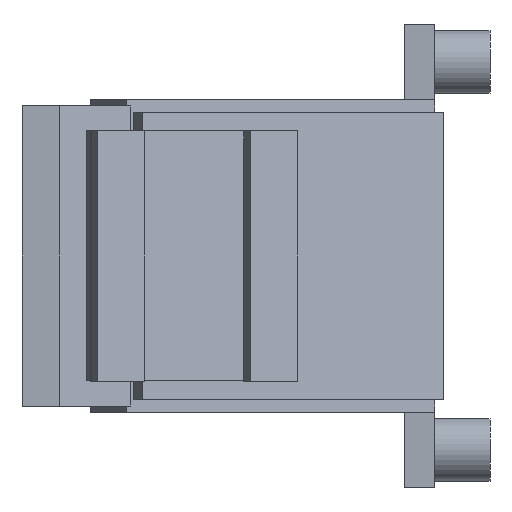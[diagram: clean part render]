
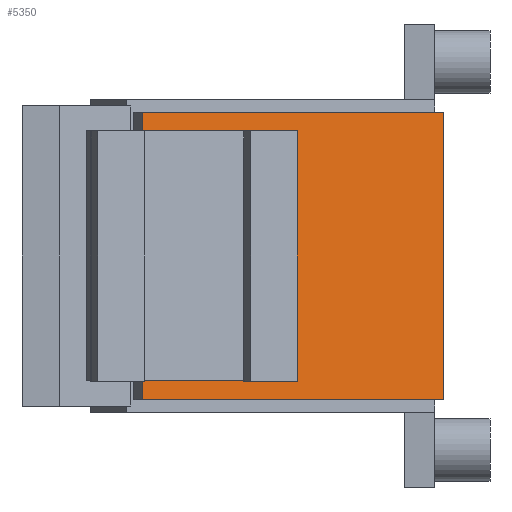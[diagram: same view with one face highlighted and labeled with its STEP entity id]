
A CAD part, left-side view. The second image highlights one B-rep face of the part: STEP entity #5350.
In plain terms, the highlighted planar face has unit normal (-0.94, -0.342, 0).
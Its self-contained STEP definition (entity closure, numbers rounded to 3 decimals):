
#129 = ORIENTED_EDGE ( 'NONE', *, *, #5545, .T. ) ;
#146 = ORIENTED_EDGE ( 'NONE', *, *, #4835, .T. ) ;
#149 = ORIENTED_EDGE ( 'NONE', *, *, #5503, .T. ) ;
#186 = ORIENTED_EDGE ( 'NONE', *, *, #5628, .T. ) ;
#191 = ORIENTED_EDGE ( 'NONE', *, *, #5506, .T. ) ;
#358 = ORIENTED_EDGE ( 'NONE', *, *, #5674, .T. ) ;
#444 = ORIENTED_EDGE ( 'NONE', *, *, #4750, .T. ) ;
#515 = ORIENTED_EDGE ( 'NONE', *, *, #5243, .T. ) ;
#964 = CARTESIAN_POINT ( 'NONE',  ( 18.919, 68.782, -12.274 ) ) ;
#999 = CARTESIAN_POINT ( 'NONE',  ( -0.957, 123.39, -5. ) ) ;
#1085 = CARTESIAN_POINT ( 'NONE',  ( 12.079, 87.576, -112.274 ) ) ;
#1097 = CARTESIAN_POINT ( 'NONE',  ( 18.919, 68.782, -112.274 ) ) ;
#1109 = CARTESIAN_POINT ( 'NONE',  ( 12.079, 87.576, -12.274 ) ) ;
#1128 = CARTESIAN_POINT ( 'NONE',  ( -0.957, 123.39, -120. ) ) ;
#1337 = CARTESIAN_POINT ( 'NONE',  ( 42.89, 2.922, -5. ) ) ;
#1375 = CARTESIAN_POINT ( 'NONE',  ( 42.89, 2.922, -120. ) ) ;
#1532 = LINE ( 'NONE', #1535, #5321 ) ;
#1535 = CARTESIAN_POINT ( 'NONE',  ( 42.89, 2.922, -120. ) ) ;
#1537 = DIRECTION ( 'NONE',  ( 0., 0., 1. ) ) ;
#1759 = DIRECTION ( 'NONE',  ( -0.342, 0.94, 0. ) ) ;
#1769 = LINE ( 'NONE', #1779, #2466 ) ;
#1779 = CARTESIAN_POINT ( 'NONE',  ( 18.919, 68.782, -112.274 ) ) ;
#2044 = VECTOR ( 'NONE', #3698, 1000. ) ;
#2093 = VECTOR ( 'NONE', #3588, 1000. ) ;
#2109 = VECTOR ( 'NONE', #3859, 1000. ) ;
#2312 = AXIS2_PLACEMENT_3D ( 'NONE', #2690, #2664, #2662 ) ;
#2364 = VECTOR ( 'NONE', #2920, 1000. ) ;
#2394 = VECTOR ( 'NONE', #3914, 1000. ) ;
#2466 = VECTOR ( 'NONE', #1759, 1000. ) ;
#2662 = DIRECTION ( 'NONE',  ( 0., 0., 1. ) ) ;
#2664 = DIRECTION ( 'NONE',  ( -0.94, -0.342, 0. ) ) ;
#2666 = PLANE ( 'NONE',  #2312 ) ;
#2668 = FACE_OUTER_BOUND ( 'NONE', #4097, .T. ) ;
#2678 = FACE_BOUND ( 'NONE', #4041, .T. ) ;
#2690 = CARTESIAN_POINT ( 'NONE',  ( 42.822, 3.11, -120. ) ) ;
#2920 = DIRECTION ( 'NONE',  ( 0.342, -0.94, 0. ) ) ;
#2929 = CARTESIAN_POINT ( 'NONE',  ( -0.957, 123.39, -120. ) ) ;
#2930 = LINE ( 'NONE', #2929, #2364 ) ;
#3387 = DIRECTION ( 'NONE',  ( 0., 0., -1. ) ) ;
#3389 = LINE ( 'NONE', #3390, #5198 ) ;
#3390 = CARTESIAN_POINT ( 'NONE',  ( 18.919, 68.782, -12.274 ) ) ;
#3518 = CARTESIAN_POINT ( 'NONE',  ( 12.079, 87.576, -12.274 ) ) ;
#3527 = LINE ( 'NONE', #3518, #2093 ) ;
#3588 = DIRECTION ( 'NONE',  ( 0.342, -0.94, 0. ) ) ;
#3698 = DIRECTION ( 'NONE',  ( 0., 0., -1. ) ) ;
#3758 = CARTESIAN_POINT ( 'NONE',  ( 12.079, 87.576, -112.274 ) ) ;
#3819 = LINE ( 'NONE', #3821, #2044 ) ;
#3821 = CARTESIAN_POINT ( 'NONE',  ( -0.957, 123.39, -5. ) ) ;
#3859 = DIRECTION ( 'NONE',  ( 0., 0., 1. ) ) ;
#3866 = LINE ( 'NONE', #3758, #2109 ) ;
#3898 = LINE ( 'NONE', #3900, #2394 ) ;
#3900 = CARTESIAN_POINT ( 'NONE',  ( 42.822, 3.11, -5. ) ) ;
#3914 = DIRECTION ( 'NONE',  ( -0.342, 0.94, 0. ) ) ;
#4011 = VERTEX_POINT ( 'NONE', #1097 ) ;
#4041 = EDGE_LOOP ( 'NONE', ( #149, #129, #146, #186 ) ) ;
#4093 = VERTEX_POINT ( 'NONE', #1109 ) ;
#4097 = EDGE_LOOP ( 'NONE', ( #515, #444, #358, #191 ) ) ;
#4110 = VERTEX_POINT ( 'NONE', #964 ) ;
#4122 = VERTEX_POINT ( 'NONE', #1337 ) ;
#4135 = VERTEX_POINT ( 'NONE', #1375 ) ;
#4163 = VERTEX_POINT ( 'NONE', #1128 ) ;
#4175 = VERTEX_POINT ( 'NONE', #1085 ) ;
#4274 = VERTEX_POINT ( 'NONE', #999 ) ;
#4750 = EDGE_CURVE ( 'NONE', #4135, #4122, #1532, .T. ) ;
#4835 = EDGE_CURVE ( 'NONE', #4110, #4011, #3389, .T. ) ;
#5198 = VECTOR ( 'NONE', #3387, 1000. ) ;
#5243 = EDGE_CURVE ( 'NONE', #4163, #4135, #2930, .T. ) ;
#5321 = VECTOR ( 'NONE', #1537, 1000. ) ;
#5350 = ADVANCED_FACE ( 'NONE', ( #2678, #2668 ), #2666, .T. ) ;
#5503 = EDGE_CURVE ( 'NONE', #4175, #4093, #3866, .T. ) ;
#5506 = EDGE_CURVE ( 'NONE', #4274, #4163, #3819, .T. ) ;
#5545 = EDGE_CURVE ( 'NONE', #4093, #4110, #3527, .T. ) ;
#5628 = EDGE_CURVE ( 'NONE', #4011, #4175, #1769, .T. ) ;
#5674 = EDGE_CURVE ( 'NONE', #4122, #4274, #3898, .T. ) ;
